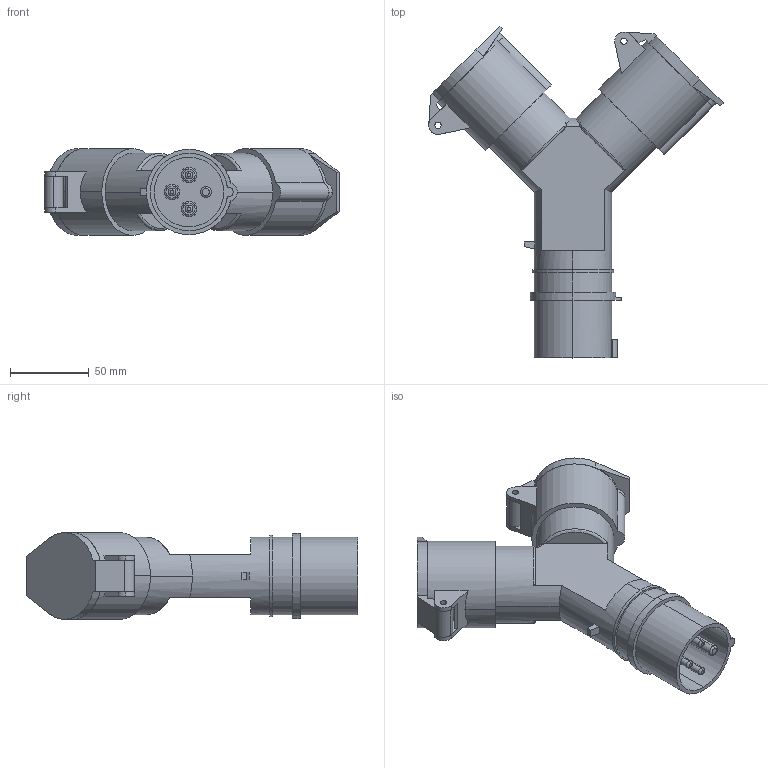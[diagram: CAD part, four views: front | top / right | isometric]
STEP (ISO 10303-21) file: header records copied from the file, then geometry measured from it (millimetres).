
FILE_DESCRIPTION (( 'STEP AP214' ), '1' );
FILE_NAME ('PAS22-016-4 Àäàïòåð äâóõëó÷åâîé TS1012-214 3Ð+ÐÅ 16À 380Â IP44 ÈÝÊ.STEP', '2017-01-19T12:38:43', ( '' ), ( '' ), 'SwSTEP 2.0', 'SolidWorks 2014', '' );
FILE_SCHEMA (( 'AUTOMOTIVE_DESIGN' ));
Length unit declared in the file: millimetre
Products named in the file (1): PAS22-016-4 Àäàïòåð äâóõëó÷åâîé TS1012-214 3Ð+ÐÅ 16À 380Â IP44 ÈÝÊ
Bounding box: 186.59 x 210.36 x 55 mm (x, y, z)
Volume: 421775.1 mm3; surface area: 109359.9 mm2
Topology: 3 solids, 3 shells, 247 faces, 584 edges, 378 vertices
Faces by surface type: cylinder 111, plane 92, cone 22, torus 18, bspline 4
Entity records: 7403 total; most frequent: CARTESIAN_POINT 1491, DIRECTION 1306, ORIENTED_EDGE 1168, EDGE_CURVE 584, AXIS2_PLACEMENT_3D 527, VERTEX_POINT 378, EDGE_LOOP 294, CIRCLE 283
